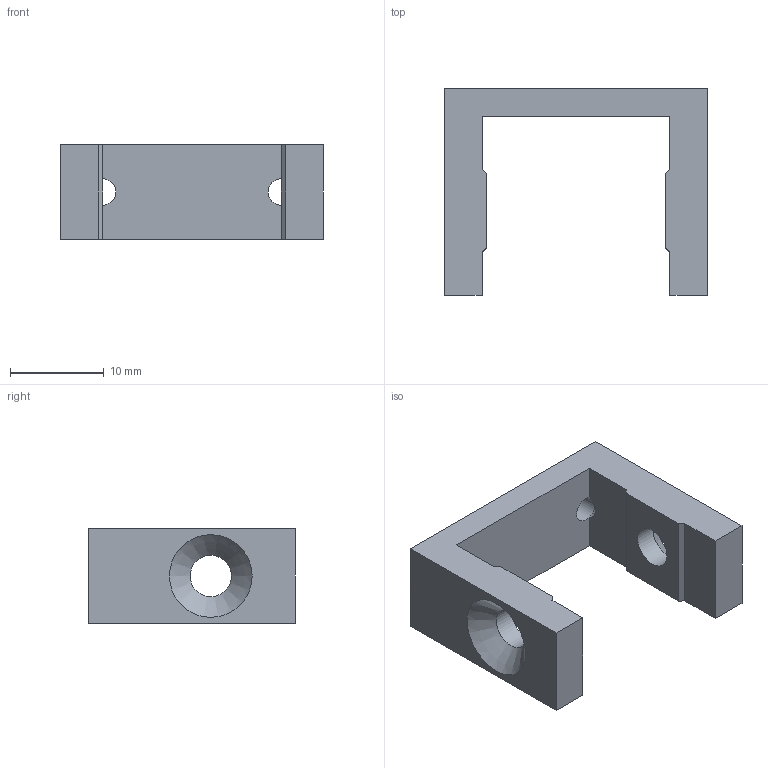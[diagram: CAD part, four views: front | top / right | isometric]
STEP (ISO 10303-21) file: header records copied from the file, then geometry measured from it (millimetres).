
FILE_DESCRIPTION(/* description */ (''),/* implementation_level */ '2;1');
FILE_NAME(/* name */ 'V05-03-08 - Optical endstop mount v5.step',/* time_stamp */ '2021-07-12T23:10:33+03:00',/* author */ (''),/* organization */ (''),/* preprocessor_version */ 'ST-DEVELOPER v18.1',/* originating_system */ 'Autodesk Translation Framework v10.9.0.1377',/* authorisation */ '');
FILE_SCHEMA (('AUTOMOTIVE_DESIGN { 1 0 10303 214 3 1 1 }'));
Length unit declared in the file: millimetre
Products named in the file (2): V05-03-08 - Optical endstop mount; V05-03-08 - Optical endstop mount_1
Assembly tree (1 placements, depth 2):
  V05-03-08 - Optical endstop mount
    V05-03-08 - Optical endstop mount_1
Bounding box: 28 x 22 x 10.1 mm (x, y, z)
Volume: 2032.2 mm3; surface area: 1998.3 mm2
Topology: 1 solids, 1 shells, 31 faces, 88 edges, 54 vertices
Faces by surface type: plane 23, cylinder 4, bspline 2, cone 2
Full cylindrical faces by diameter (mm): 2.8 x2, 4.4 x2
Entity records: 1062 total; most frequent: CARTESIAN_POINT 200, ORIENTED_EDGE 168, DIRECTION 164, EDGE_CURVE 84, LINE 68, VECTOR 68, VERTEX_POINT 54, AXIS2_PLACEMENT_3D 48
